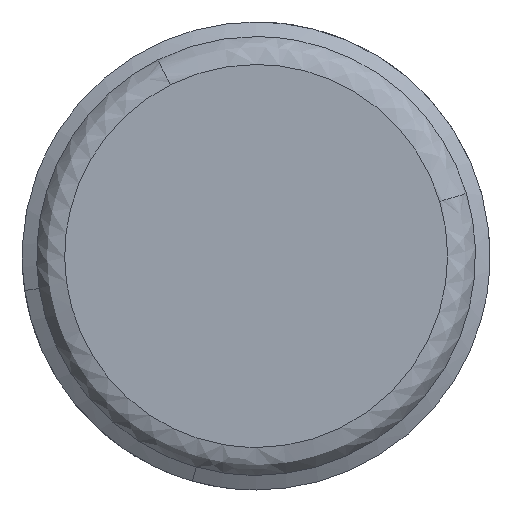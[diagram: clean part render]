
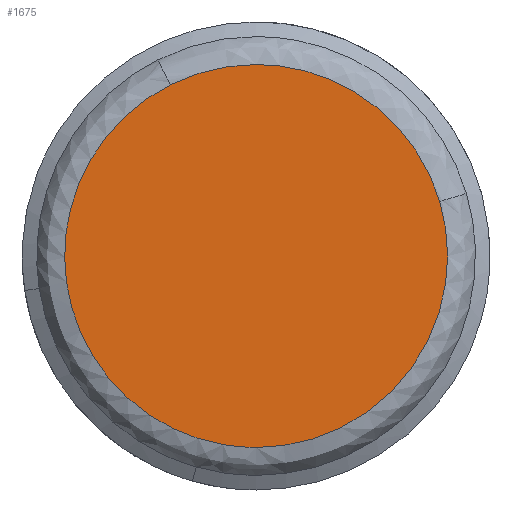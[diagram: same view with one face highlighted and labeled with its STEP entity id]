
A CAD part, left-side view. The second image highlights one B-rep face of the part: STEP entity #1675.
In plain terms, the highlighted free-form (B-spline) face has degree [1, 1] with [2, 2] control points.
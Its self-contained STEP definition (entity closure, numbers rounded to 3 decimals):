
#1511=CARTESIAN_POINT('',(-10.0,-6.274,1.866));
#1512=VERTEX_POINT('',#1511);
#1526=CARTESIAN_POINT('',(-10.0,0.0,-6.546));
#1527=VERTEX_POINT('',#1526);
#1528=CARTESIAN_POINT('',(-10.0,0.0,-6.546));
#1529=CARTESIAN_POINT('',(-10.,-6.546,-6.546));
#1530=CARTESIAN_POINT('',(-10.0,-6.546,0.0));
#1531=CARTESIAN_POINT('',(-10.0,-6.546,0.953));
#1532=CARTESIAN_POINT('',(-10.0,-6.274,1.866));
#1540=(BOUNDED_CURVE()B_SPLINE_CURVE(2,(#1528,#1529,#1530,#1531,#1532),.UNSPECIFIED.,.F.,.U.)B_SPLINE_CURVE_WITH_KNOTS((3,2,3),(0.5,0.75,0.799),.UNSPECIFIED.)CURVE()GEOMETRIC_REPRESENTATION_ITEM()RATIONAL_B_SPLINE_CURVE((1.0,0.707,1.0,0.943,0.908))REPRESENTATION_ITEM(''));
#1541=EDGE_CURVE('',#1527,#1512,#1540,.T.);
#1543=CARTESIAN_POINT('',(-10.0,2.932,5.853));
#1544=VERTEX_POINT('',#1543);
#1545=CARTESIAN_POINT('',(-10.0,2.932,5.853));
#1546=CARTESIAN_POINT('',(-10.,6.546,4.042));
#1547=CARTESIAN_POINT('',(-10.0,6.546,0.0));
#1548=CARTESIAN_POINT('',(-10.,6.546,-6.546));
#1549=CARTESIAN_POINT('',(-10.0,0.0,-6.546));
#1557=(BOUNDED_CURVE()B_SPLINE_CURVE(2,(#1545,#1546,#1547,#1548,#1549),.UNSPECIFIED.,.F.,.U.)B_SPLINE_CURVE_WITH_KNOTS((3,2,3),(0.076,0.25,0.5),.UNSPECIFIED.)CURVE()GEOMETRIC_REPRESENTATION_ITEM()RATIONAL_B_SPLINE_CURVE((0.876,0.796,1.0,0.707,1.0))REPRESENTATION_ITEM(''));
#1558=EDGE_CURVE('',#1544,#1527,#1557,.T.);
#1601=CARTESIAN_POINT('',(-10.0,0.0,6.546));
#1602=VERTEX_POINT('',#1601);
#1603=CARTESIAN_POINT('',(-10.0,0.0,6.546));
#1604=CARTESIAN_POINT('',(-10.,1.548,6.546));
#1605=CARTESIAN_POINT('',(-10.0,2.932,5.853));
#1613=(BOUNDED_CURVE()B_SPLINE_CURVE(2,(#1603,#1604,#1605),.UNSPECIFIED.,.F.,.U.)B_SPLINE_CURVE_WITH_KNOTS((3,3),(0.0,0.076),.UNSPECIFIED.)CURVE()GEOMETRIC_REPRESENTATION_ITEM()RATIONAL_B_SPLINE_CURVE((1.0,0.911,0.876))REPRESENTATION_ITEM(''));
#1614=EDGE_CURVE('',#1602,#1544,#1613,.T.);
#1616=CARTESIAN_POINT('',(-10.0,-6.274,1.866));
#1617=CARTESIAN_POINT('',(-10.0,-4.883,6.546));
#1618=CARTESIAN_POINT('',(-10.0,0.0,6.546));
#1626=(BOUNDED_CURVE()B_SPLINE_CURVE(2,(#1616,#1617,#1618),.UNSPECIFIED.,.F.,.U.)B_SPLINE_CURVE_WITH_KNOTS((3,3),(0.799,1.0),.UNSPECIFIED.)CURVE()GEOMETRIC_REPRESENTATION_ITEM()RATIONAL_B_SPLINE_CURVE((0.908,0.764,1.0))REPRESENTATION_ITEM(''));
#1627=EDGE_CURVE('',#1512,#1602,#1626,.T.);
#1664=CARTESIAN_POINT('',(-10.0,-7.198,7.2));
#1665=CARTESIAN_POINT('',(-10.0,-7.198,-7.2));
#1666=CARTESIAN_POINT('',(-10.0,7.196,7.2));
#1667=CARTESIAN_POINT('',(-10.0,7.196,-7.2));
#1668=B_SPLINE_SURFACE_WITH_KNOTS('',1,1,((#1664,#1666),(#1665,#1667)),.UNSPECIFIED.,.F.,.F.,.U.,(2,2),(2,2),(0.0,14.4),(0.0,14.394),.UNSPECIFIED.);
#1669=ORIENTED_EDGE('',*,*,#1614,.T.);
#1670=ORIENTED_EDGE('',*,*,#1558,.T.);
#1671=ORIENTED_EDGE('',*,*,#1541,.T.);
#1672=ORIENTED_EDGE('',*,*,#1627,.T.);
#1673=EDGE_LOOP('',(#1669,#1670,#1671,#1672));
#1674=FACE_OUTER_BOUND('',#1673,.T.);
#1675=ADVANCED_FACE('',(#1674),#1668,.F.);
